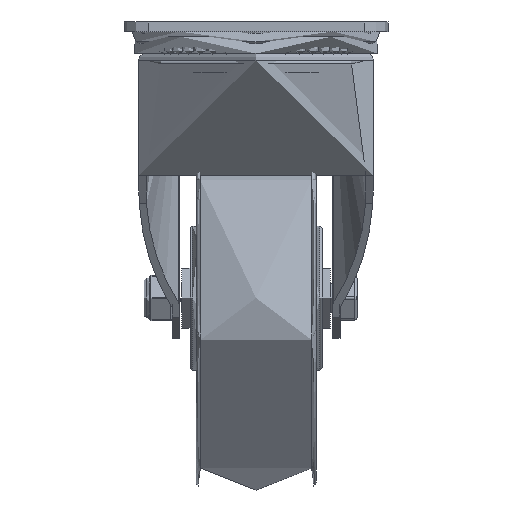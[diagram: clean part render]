
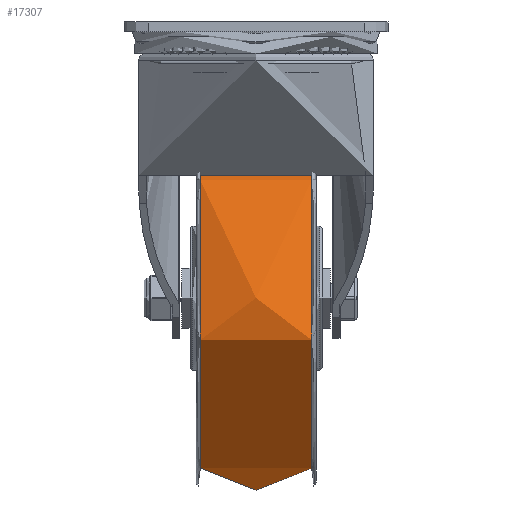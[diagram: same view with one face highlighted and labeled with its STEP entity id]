
A CAD part, left-side view. The second image highlights one B-rep face of the part: STEP entity #17307.
In plain terms, the highlighted free-form (B-spline) face has degree [2, 2] with [3, 9] control points.
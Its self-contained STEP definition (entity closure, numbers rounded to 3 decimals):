
#36=(
BOUNDED_SURFACE()
B_SPLINE_SURFACE(2,2,((#29134,#29135,#29136,#29137,#29138,#29139,#29140,
#29141,#29142),(#29143,#29144,#29145,#29146,#29147,#29148,#29149,#29150,
#29151),(#29152,#29153,#29154,#29155,#29156,#29157,#29158,#29159,#29160)),
 .UNSPECIFIED.,.F.,.T.,.F.)
B_SPLINE_SURFACE_WITH_KNOTS((3,3),(3,2,2,2,3),(-0.111,0.111),
(-3.142,-1.571,0.,1.571,3.142),
 .UNSPECIFIED.)
GEOMETRIC_REPRESENTATION_ITEM()
RATIONAL_B_SPLINE_SURFACE(((1.,0.707,1.,0.707,1.,
0.707,1.,0.707,1.),(0.994,0.703,
0.994,0.703,0.994,0.703,
0.994,0.703,0.994),(1.,0.707,
1.,0.707,1.,0.707,1.,0.707,1.)))
REPRESENTATION_ITEM('')
SURFACE()
);
#2588=FACE_OUTER_BOUND('',#3692,.T.);
#3692=EDGE_LOOP('',(#13147,#13148,#13149,#13150));
#6884=CIRCLE('',#18909,78.706);
#6885=CIRCLE('',#18910,209.083);
#6886=CIRCLE('',#18911,78.706);
#7920=VERTEX_POINT('',#29131);
#7921=VERTEX_POINT('',#29161);
#9826=EDGE_CURVE('',#7920,#7920,#6884,.T.);
#9827=EDGE_CURVE('',#7920,#7921,#6885,.T.);
#9828=EDGE_CURVE('',#7921,#7921,#6886,.T.);
#13147=ORIENTED_EDGE('',*,*,#9826,.F.);
#13148=ORIENTED_EDGE('',*,*,#9827,.T.);
#13149=ORIENTED_EDGE('',*,*,#9828,.T.);
#13150=ORIENTED_EDGE('',*,*,#9827,.F.);
#17307=ADVANCED_FACE('',(#2588),#36,.F.);
#18909=AXIS2_PLACEMENT_3D('',#29133,#21580,#21581);
#18910=AXIS2_PLACEMENT_3D('',#29162,#21582,#21583);
#18911=AXIS2_PLACEMENT_3D('',#29163,#21584,#21585);
#21580=DIRECTION('center_axis',(0.,-1.,0.));
#21581=DIRECTION('ref_axis',(0.,0.,1.));
#21582=DIRECTION('center_axis',(-1.,0.,0.));
#21583=DIRECTION('ref_axis',(0.,0.,
1.));
#21584=DIRECTION('center_axis',(0.,-1.,0.));
#21585=DIRECTION('ref_axis',(0.,0.,1.));
#29131=CARTESIAN_POINT('',(0.,-23.222,78.706));
#29133=CARTESIAN_POINT('Origin',(0.,-23.222,0.));
#29134=CARTESIAN_POINT('Ctrl Pts',(0.,23.222,78.706));
#29135=CARTESIAN_POINT('Ctrl Pts',(-78.706,23.222,78.706));
#29136=CARTESIAN_POINT('Ctrl Pts',(-78.706,23.222,0.));
#29137=CARTESIAN_POINT('Ctrl Pts',(-78.706,23.222,-78.706));
#29138=CARTESIAN_POINT('Ctrl Pts',(0.,23.222,-78.706));
#29139=CARTESIAN_POINT('Ctrl Pts',(78.706,23.222,-78.706));
#29140=CARTESIAN_POINT('Ctrl Pts',(78.706,23.222,0.));
#29141=CARTESIAN_POINT('Ctrl Pts',(78.706,23.222,78.706));
#29142=CARTESIAN_POINT('Ctrl Pts',(0.,23.222,78.706));
#29143=CARTESIAN_POINT('Ctrl Pts',(0.,0.,81.302));
#29144=CARTESIAN_POINT('Ctrl Pts',(-81.302,0.,
81.302));
#29145=CARTESIAN_POINT('Ctrl Pts',(-81.302,0.,
0.));
#29146=CARTESIAN_POINT('Ctrl Pts',(-81.302,0.,
-81.302));
#29147=CARTESIAN_POINT('Ctrl Pts',(0.,0.,-81.302));
#29148=CARTESIAN_POINT('Ctrl Pts',(81.302,0.,
-81.302));
#29149=CARTESIAN_POINT('Ctrl Pts',(81.302,0.,
0.));
#29150=CARTESIAN_POINT('Ctrl Pts',(81.302,0.,
81.302));
#29151=CARTESIAN_POINT('Ctrl Pts',(0.,0.,81.302));
#29152=CARTESIAN_POINT('Ctrl Pts',(0.,-23.222,78.706));
#29153=CARTESIAN_POINT('Ctrl Pts',(-78.706,-23.222,
78.706));
#29154=CARTESIAN_POINT('Ctrl Pts',(-78.706,-23.222,
0.));
#29155=CARTESIAN_POINT('Ctrl Pts',(-78.706,-23.222,
-78.706));
#29156=CARTESIAN_POINT('Ctrl Pts',(0.,-23.222,-78.706));
#29157=CARTESIAN_POINT('Ctrl Pts',(78.706,-23.222,-78.706));
#29158=CARTESIAN_POINT('Ctrl Pts',(78.706,-23.222,0.));
#29159=CARTESIAN_POINT('Ctrl Pts',(78.706,-23.222,78.706));
#29160=CARTESIAN_POINT('Ctrl Pts',(0.,-23.222,78.706));
#29161=CARTESIAN_POINT('',(0.,23.222,78.706));
#29162=CARTESIAN_POINT('Origin',(0.,0.,
-129.083));
#29163=CARTESIAN_POINT('Origin',(0.,23.222,0.));
